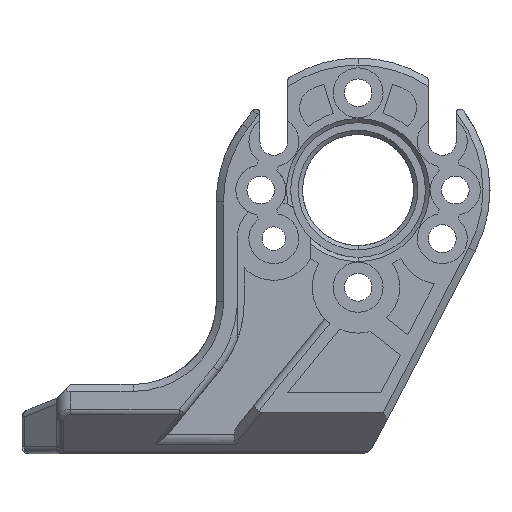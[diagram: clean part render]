
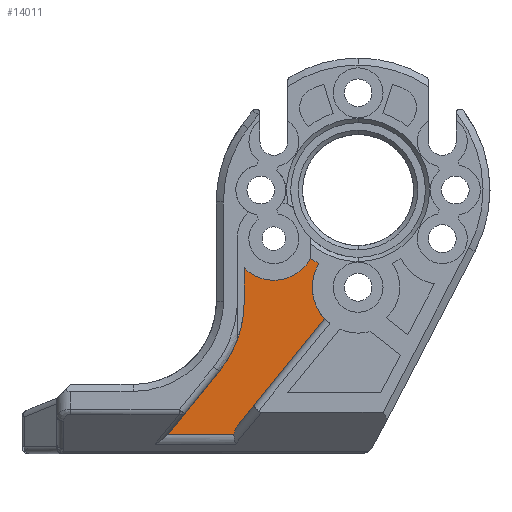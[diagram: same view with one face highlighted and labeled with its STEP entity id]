
A CAD part, front view. The second image highlights one B-rep face of the part: STEP entity #14011.
In plain terms, the highlighted planar face has unit normal (0, -1, 0).
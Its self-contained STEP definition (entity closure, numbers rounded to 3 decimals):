
#456 = VERTEX_POINT ( 'NONE', #28561 ) ;
#878 = CARTESIAN_POINT ( 'NONE',  ( 5.638, -18.5, 15.5 ) ) ;
#1543 = ORIENTED_EDGE ( 'NONE', *, *, #13210, .T. ) ;
#2032 = CARTESIAN_POINT ( 'NONE',  ( 3.5, -18.5, 0. ) ) ;
#3034 = EDGE_CURVE ( 'NONE', #32932, #22043, #8883, .T. ) ;
#3551 = DIRECTION ( 'NONE',  ( 0., 0., -1. ) ) ;
#4710 = DIRECTION ( 'NONE',  ( 0., 0., -1. ) ) ;
#4725 = AXIS2_PLACEMENT_3D ( 'NONE', #878, #19206, #3551 ) ;
#5543 = CARTESIAN_POINT ( 'NONE',  ( 2.765, -18.5, 1.414 ) ) ;
#5903 = CARTESIAN_POINT ( 'NONE',  ( 5.638, -18.5, 12.5 ) ) ;
#6151 = DIRECTION ( 'NONE',  ( 0., 1., 0. ) ) ;
#6674 = VERTEX_POINT ( 'NONE', #12289 ) ;
#6712 = EDGE_CURVE ( 'NONE', #22043, #28385, #6749, .T. ) ;
#6749 = LINE ( 'NONE', #2032, #19783 ) ;
#6939 = CIRCLE ( 'NONE', #21112, 3. ) ;
#7275 = PLANE ( 'NONE',  #26290 ) ;
#7371 = DIRECTION ( 'NONE',  ( 0., -1., 0. ) ) ;
#8113 = ORIENTED_EDGE ( 'NONE', *, *, #29246, .T. ) ;
#8330 = VECTOR ( 'NONE', #18303, 1000. ) ;
#8693 = DIRECTION ( 'NONE',  ( 0., -1., 0. ) ) ;
#8883 = CIRCLE ( 'NONE', #4725, 3. ) ;
#9571 = VERTEX_POINT ( 'NONE', #5543 ) ;
#10153 = EDGE_CURVE ( 'NONE', #6674, #11353, #29777, .T. ) ;
#11038 = CARTESIAN_POINT ( 'NONE',  ( 2.765, -18.5, 1.414 ) ) ;
#11095 = AXIS2_PLACEMENT_3D ( 'NONE', #24289, #8693, #26879 ) ;
#11353 = VERTEX_POINT ( 'NONE', #22312 ) ;
#11373 = CARTESIAN_POINT ( 'NONE',  ( 11.7, -18.5, 12. ) ) ;
#12289 = CARTESIAN_POINT ( 'NONE',  ( 9.298, -18.5, 9.738 ) ) ;
#13210 = EDGE_CURVE ( 'NONE', #28385, #30843, #21145, .T. ) ;
#13234 = DIRECTION ( 'NONE',  ( 0.631, 0., 0.776 ) ) ;
#13286 = CARTESIAN_POINT ( 'NONE',  ( 5.638, -18.5, 15.5 ) ) ;
#13607 = ORIENTED_EDGE ( 'NONE', *, *, #3034, .T. ) ;
#13967 = DIRECTION ( 'NONE',  ( 0., 0., -1. ) ) ;
#14011 = ADVANCED_FACE ( 'NONE', ( #22628 ), #7275, .T. ) ;
#14539 = ORIENTED_EDGE ( 'NONE', *, *, #33729, .F. ) ;
#14770 = LINE ( 'NONE', #28293, #21657 ) ;
#14843 = CARTESIAN_POINT ( 'NONE',  ( 1.706, -18.5, 5.952 ) ) ;
#15683 = VERTEX_POINT ( 'NONE', #28387 ) ;
#15898 = DIRECTION ( 'NONE',  ( 0., 0., -1. ) ) ;
#17858 = AXIS2_PLACEMENT_3D ( 'NONE', #11373, #29494, #13967 ) ;
#17950 = CARTESIAN_POINT ( 'NONE',  ( 3.5, -18.5, 11. ) ) ;
#18303 = DIRECTION ( 'NONE',  ( -0.631, 0., -0.776 ) ) ;
#18583 = CIRCLE ( 'NONE', #11095, 6. ) ;
#18650 = CARTESIAN_POINT ( 'NONE',  ( 2.864, -18.5, 1.829 ) ) ;
#18739 = EDGE_CURVE ( 'NONE', #456, #9571, #31476, .T. ) ;
#19206 = DIRECTION ( 'NONE',  ( 0., 1., 0. ) ) ;
#19262 = EDGE_CURVE ( 'NONE', #22686, #32932, #6939, .T. ) ;
#19680 = LINE ( 'NONE', #24605, #25781 ) ;
#19783 = VECTOR ( 'NONE', #4710, 1000. ) ;
#19959 = ORIENTED_EDGE ( 'NONE', *, *, #10153, .T. ) ;
#20601 = ORIENTED_EDGE ( 'NONE', *, *, #21435, .F. ) ;
#21112 = AXIS2_PLACEMENT_3D ( 'NONE', #13286, #31416, #15898 ) ;
#21145 = CIRCLE ( 'NONE', #30157, 8. ) ;
#21180 = EDGE_CURVE ( 'NONE', #30843, #15683, #22140, .T. ) ;
#21355 = CARTESIAN_POINT ( 'NONE',  ( 3.022, -18.5, 2.023 ) ) ;
#21435 = EDGE_CURVE ( 'NONE', #9571, #15683, #19680, .T. ) ;
#21657 = VECTOR ( 'NONE', #13234, 1000. ) ;
#21743 = CARTESIAN_POINT ( 'NONE',  ( -4.5, -18.5, 11. ) ) ;
#21825 = CARTESIAN_POINT ( 'NONE',  ( 8.276, -18.5, 14.072 ) ) ;
#21948 = CARTESIAN_POINT ( 'NONE',  ( 3.5, -18.5, 13.395 ) ) ;
#22043 = VERTEX_POINT ( 'NONE', #21948 ) ;
#22140 = LINE ( 'NONE', #33804, #8330 ) ;
#22312 = CARTESIAN_POINT ( 'NONE',  ( 8.875, -18.5, 13.706 ) ) ;
#22628 = FACE_OUTER_BOUND ( 'NONE', #27333, .T. ) ;
#22686 = VERTEX_POINT ( 'NONE', #21825 ) ;
#22931 = CARTESIAN_POINT ( 'NONE',  ( 0., -18.5, 0. ) ) ;
#24289 = CARTESIAN_POINT ( 'NONE',  ( 11.7, -18.5, 19. ) ) ;
#24371 = DIRECTION ( 'NONE',  ( 0., 0., -1. ) ) ;
#24605 = CARTESIAN_POINT ( 'NONE',  ( 13.934, -18.5, 1.414 ) ) ;
#25571 = DIRECTION ( 'NONE',  ( 0., 0., -1. ) ) ;
#25781 = VECTOR ( 'NONE', #27214, 1000. ) ;
#26290 = AXIS2_PLACEMENT_3D ( 'NONE', #22931, #7371, #25571 ) ;
#26563 = CARTESIAN_POINT ( 'NONE',  ( 2.772, -18.5, 1.612 ) ) ;
#26879 = DIRECTION ( 'NONE',  ( 0., 0., -1. ) ) ;
#27123 = ORIENTED_EDGE ( 'NONE', *, *, #21180, .T. ) ;
#27214 = DIRECTION ( 'NONE',  ( -1., 0., 0. ) ) ;
#27333 = EDGE_LOOP ( 'NONE', ( #33085, #8113, #19959, #14539, #29085, #13607, #31380, #1543, #27123, #20601 ) ) ;
#28293 = CARTESIAN_POINT ( 'NONE',  ( 3.022, -18.5, 2.023 ) ) ;
#28385 = VERTEX_POINT ( 'NONE', #17950 ) ;
#28387 = CARTESIAN_POINT ( 'NONE',  ( -1.985, -18.5, 1.414 ) ) ;
#28561 = CARTESIAN_POINT ( 'NONE',  ( 3.022, -18.5, 2.023 ) ) ;
#29085 = ORIENTED_EDGE ( 'NONE', *, *, #19262, .T. ) ;
#29246 = EDGE_CURVE ( 'NONE', #456, #6674, #14770, .T. ) ;
#29494 = DIRECTION ( 'NONE',  ( 0., 1., 0. ) ) ;
#29777 = CIRCLE ( 'NONE', #17858, 3.3 ) ;
#30157 = AXIS2_PLACEMENT_3D ( 'NONE', #21743, #6151, #24371 ) ;
#30843 = VERTEX_POINT ( 'NONE', #14843 ) ;
#31380 = ORIENTED_EDGE ( 'NONE', *, *, #6712, .T. ) ;
#31416 = DIRECTION ( 'NONE',  ( 0., 1., 0. ) ) ;
#31476 =( BOUNDED_CURVE ( )  B_SPLINE_CURVE ( 3, ( #21355, #18650, #26563, #11038 ),
 .UNSPECIFIED., .F., .F. ) 
 B_SPLINE_CURVE_WITH_KNOTS ( ( 4, 4 ),
 ( 1.571, 2.46 ),
 .UNSPECIFIED. ) 
 CURVE ( )  GEOMETRIC_REPRESENTATION_ITEM ( )  RATIONAL_B_SPLINE_CURVE ( ( 1., 0.935, 0.935, 1. ) ) 
 REPRESENTATION_ITEM ( '' )  );
#32932 = VERTEX_POINT ( 'NONE', #5903 ) ;
#33085 = ORIENTED_EDGE ( 'NONE', *, *, #18739, .F. ) ;
#33729 = EDGE_CURVE ( 'NONE', #22686, #11353, #18583, .T. ) ;
#33804 = CARTESIAN_POINT ( 'NONE',  ( 1.706, -18.5, 5.952 ) ) ;
